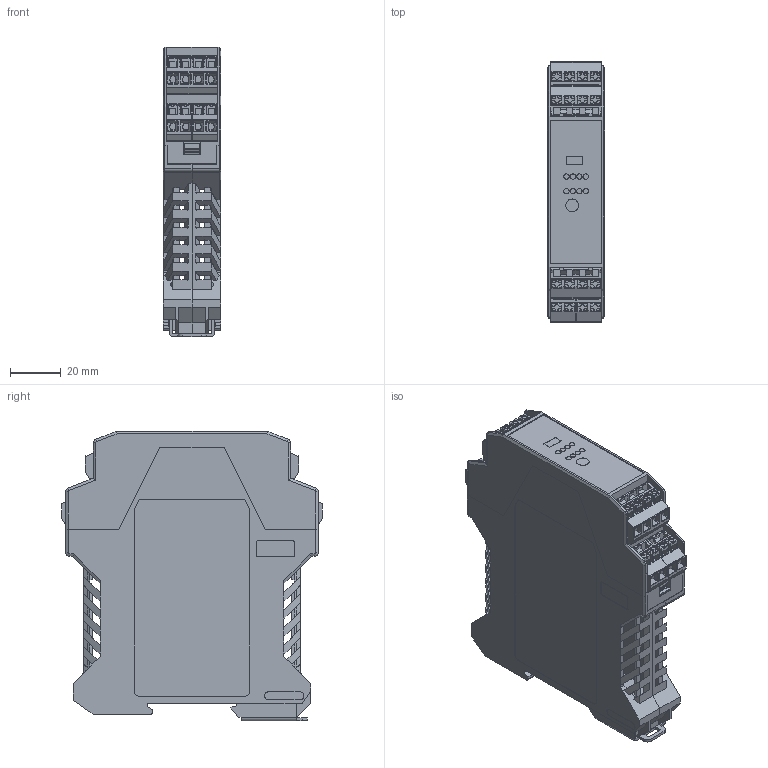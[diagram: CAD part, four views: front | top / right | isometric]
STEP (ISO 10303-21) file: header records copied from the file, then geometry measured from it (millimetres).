
FILE_DESCRIPTION(/* description */ ('Alibre Inc.'),/* implementation_level */ '2;1');
FILE_NAME(/* name */ 'export-11AA7736-E3A4-4C3E-A3F6-13B3BCA4675C',/* time_stamp */ '2019-03-13T13:07:55+01:00',/* author */ (''),/* organization */ (''),/* preprocessor_version */ 'ST-DEVELOPER v17',/* originating_system */ 'Alibre',/* authorisation */ '');
FILE_SCHEMA (('AUTOMOTIVE_DESIGN'));
Length unit declared in the file: millimetre
Bounding box: 22.6 x 102.3 x 113.6 mm (x, y, z)
Volume: 73492.1 mm3; surface area: 84072.5 mm2
Topology: 26 solids, 26 shells, 7421 faces, 20465 edges, 13251 vertices
Faces by surface type: plane 5923, cylinder 1284, cone 76, torus 74, sphere 64
Full cylindrical faces by diameter (mm): 2.08 x8, 2.1 x8, 2.12 x8, 4.98 x1, 5 x1, 5.02 x1
Entity records: 134988 total; most frequent: CARTESIAN_POINT 25053, ORIENTED_EDGE 24488, DIRECTION 18220, EDGE_CURVE 12241, VECTOR 10490, LINE 10490, VERTEX_POINT 7980, AXIS2_PLACEMENT_3D 5543
